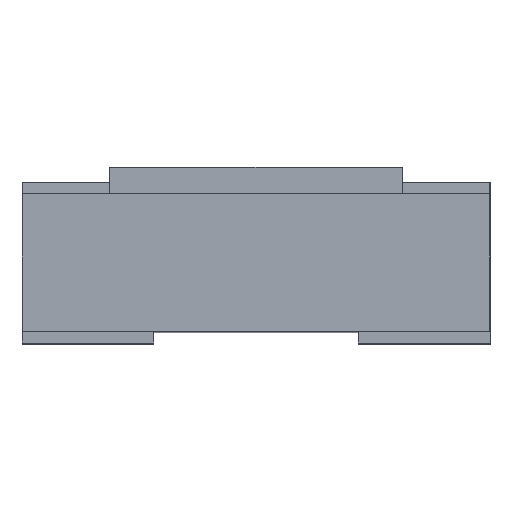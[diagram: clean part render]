
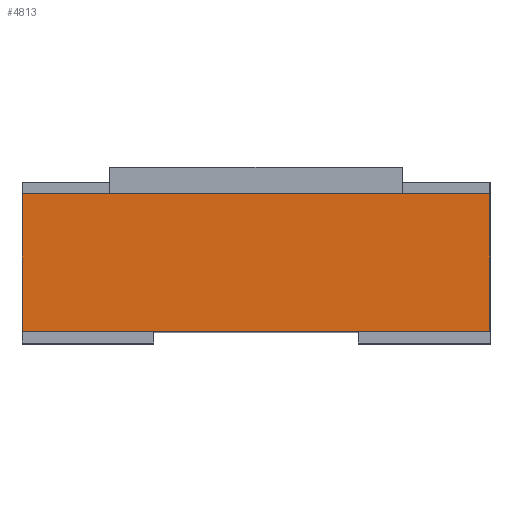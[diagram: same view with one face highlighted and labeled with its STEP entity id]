
A CAD part, top view. The second image highlights one B-rep face of the part: STEP entity #4813.
In plain terms, the highlighted planar face has unit normal (0, 0, 1).
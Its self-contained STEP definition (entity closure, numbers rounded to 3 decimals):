
#346 = LINE ( 'NONE', #3898, #4099 ) ;
#571 = DIRECTION ( 'NONE',  ( 0., 1., 0. ) ) ;
#989 = VECTOR ( 'NONE', #2850, 1000. ) ;
#1249 = DIRECTION ( 'NONE',  ( -1., 0., 0. ) ) ;
#1293 = EDGE_LOOP ( 'NONE', ( #1667, #4967, #1634, #3501 ) ) ;
#1449 = CARTESIAN_POINT ( 'NONE',  ( -0.8, 0.235, 1.6 ) ) ;
#1510 = EDGE_CURVE ( 'NONE', #2668, #1669, #4385, .T. ) ;
#1634 = ORIENTED_EDGE ( 'NONE', *, *, #1653, .T. ) ;
#1653 = EDGE_CURVE ( 'NONE', #1669, #4861, #3551, .T. ) ;
#1667 = ORIENTED_EDGE ( 'NONE', *, *, #2307, .T. ) ;
#1669 = VERTEX_POINT ( 'NONE', #2235 ) ;
#1721 = FACE_OUTER_BOUND ( 'NONE', #1293, .T. ) ;
#1729 = DIRECTION ( 'NONE',  ( 0., 0., 1. ) ) ;
#1864 = CARTESIAN_POINT ( 'NONE',  ( 0.8, -0.235, 1.6 ) ) ;
#1971 = VECTOR ( 'NONE', #1249, 1000. ) ;
#2137 = DIRECTION ( 'NONE',  ( 1., 0., 0. ) ) ;
#2171 = CARTESIAN_POINT ( 'NONE',  ( 0., 0., 1.6 ) ) ;
#2192 = CARTESIAN_POINT ( 'NONE',  ( 0.8, 0.235, 1.6 ) ) ;
#2235 = CARTESIAN_POINT ( 'NONE',  ( -0.8, 0.235, 1.6 ) ) ;
#2307 = EDGE_CURVE ( 'NONE', #3609, #2668, #346, .T. ) ;
#2633 = CARTESIAN_POINT ( 'NONE',  ( -0.8, -0.235, 1.6 ) ) ;
#2668 = VERTEX_POINT ( 'NONE', #2192 ) ;
#2717 = LINE ( 'NONE', #3762, #989 ) ;
#2744 = DIRECTION ( 'NONE',  ( 0., -1., 0. ) ) ;
#2850 = DIRECTION ( 'NONE',  ( 1., 0., 0. ) ) ;
#3261 = EDGE_CURVE ( 'NONE', #4861, #3609, #2717, .T. ) ;
#3455 = CARTESIAN_POINT ( 'NONE',  ( -0.8, 0.235, 1.6 ) ) ;
#3501 = ORIENTED_EDGE ( 'NONE', *, *, #3261, .T. ) ;
#3551 = LINE ( 'NONE', #1449, #3815 ) ;
#3609 = VERTEX_POINT ( 'NONE', #1864 ) ;
#3762 = CARTESIAN_POINT ( 'NONE',  ( -0.8, -0.235, 1.6 ) ) ;
#3815 = VECTOR ( 'NONE', #2744, 1000. ) ;
#3898 = CARTESIAN_POINT ( 'NONE',  ( 0.8, 0.235, 1.6 ) ) ;
#4099 = VECTOR ( 'NONE', #571, 1000. ) ;
#4249 = PLANE ( 'NONE',  #5171 ) ;
#4385 = LINE ( 'NONE', #3455, #1971 ) ;
#4813 = ADVANCED_FACE ( 'NONE', ( #1721 ), #4249, .T. ) ;
#4861 = VERTEX_POINT ( 'NONE', #2633 ) ;
#4967 = ORIENTED_EDGE ( 'NONE', *, *, #1510, .T. ) ;
#5171 = AXIS2_PLACEMENT_3D ( 'NONE', #2171, #1729, #2137 ) ;
